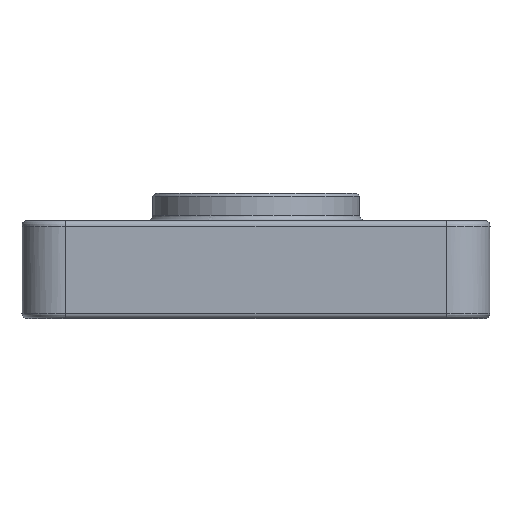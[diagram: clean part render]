
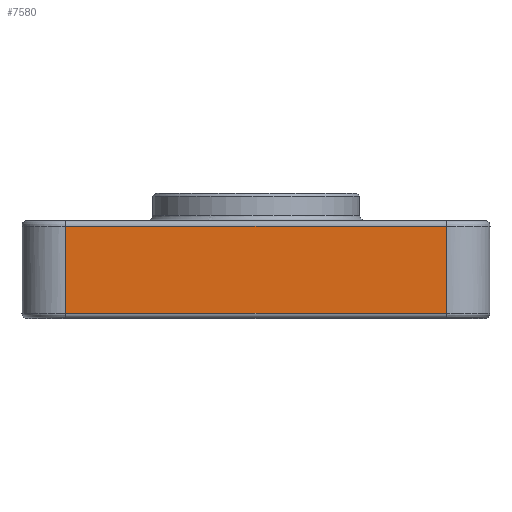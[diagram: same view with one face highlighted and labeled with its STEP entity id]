
A CAD part, front view. The second image highlights one B-rep face of the part: STEP entity #7580.
In plain terms, the highlighted free-form (B-spline) face has degree [1, 1] with [2, 2] control points.
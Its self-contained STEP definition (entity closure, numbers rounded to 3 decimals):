
#2172 = VERTEX_POINT('',#2173);
#2173 = CARTESIAN_POINT('',(7.325,0.,
    15.565));
#2203 = VERTEX_POINT('',#2204);
#2204 = CARTESIAN_POINT('',(71.417,0.,
    15.565));
#2231 = EDGE_CURVE('',#2203,#2172,#2232,.T.);
#2232 = B_SPLINE_CURVE_WITH_KNOTS('',1,(#2233,#2234),.UNSPECIFIED.,.F.,
  .F.,(2,2),(0.,70.),.PIECEWISE_BEZIER_KNOTS.);
#2233 = CARTESIAN_POINT('',(71.417,0.,
    15.565));
#2234 = CARTESIAN_POINT('',(7.325,0.,
    15.565));
#7537 = VERTEX_POINT('',#7538);
#7538 = CARTESIAN_POINT('',(7.325,0.,
    0.916));
#7544 = EDGE_CURVE('',#7537,#2172,#7545,.T.);
#7545 = B_SPLINE_CURVE_WITH_KNOTS('',1,(#7546,#7547),.UNSPECIFIED.,.F.,
  .F.,(2,2),(1.,17.),.PIECEWISE_BEZIER_KNOTS.);
#7546 = CARTESIAN_POINT('',(7.325,0.,
    0.916));
#7547 = CARTESIAN_POINT('',(7.325,0.,
    15.565));
#7560 = EDGE_CURVE('',#7561,#2203,#7563,.T.);
#7561 = VERTEX_POINT('',#7562);
#7562 = CARTESIAN_POINT('',(71.417,0.,
    0.916));
#7563 = B_SPLINE_CURVE_WITH_KNOTS('',1,(#7564,#7565),.UNSPECIFIED.,.F.,
  .F.,(2,2),(1.,17.),.PIECEWISE_BEZIER_KNOTS.);
#7564 = CARTESIAN_POINT('',(71.417,0.,
    0.916));
#7565 = CARTESIAN_POINT('',(71.417,0.,
    15.565));
#7580 = ADVANCED_FACE('',(#7581),#7591,.F.);
#7581 = FACE_BOUND('',#7582,.F.);
#7582 = EDGE_LOOP('',(#7583,#7584,#7589,#7590));
#7583 = ORIENTED_EDGE('',*,*,#7560,.F.);
#7584 = ORIENTED_EDGE('',*,*,#7585,.F.);
#7585 = EDGE_CURVE('',#7537,#7561,#7586,.T.);
#7586 = B_SPLINE_CURVE_WITH_KNOTS('',1,(#7587,#7588),.UNSPECIFIED.,.F.,
  .F.,(2,2),(0.,70.),.PIECEWISE_BEZIER_KNOTS.);
#7587 = CARTESIAN_POINT('',(7.325,0.,
    0.916));
#7588 = CARTESIAN_POINT('',(71.417,0.,
    0.916));
#7589 = ORIENTED_EDGE('',*,*,#7544,.T.);
#7590 = ORIENTED_EDGE('',*,*,#2231,.F.);
#7591 = B_SPLINE_SURFACE_WITH_KNOTS('',1,1,(
    (#7592,#7593)
    ,(#7594,#7595
    )),.UNSPECIFIED.,.F.,.F.,.F.,(2,2),(2,2),(0.,70.),(-17.,
    -1.),.PIECEWISE_BEZIER_KNOTS.);
#7592 = CARTESIAN_POINT('',(7.325,0.,
    15.565));
#7593 = CARTESIAN_POINT('',(7.325,0.,
    0.916));
#7594 = CARTESIAN_POINT('',(71.417,0.,
    15.565));
#7595 = CARTESIAN_POINT('',(71.417,0.,
    0.916));
